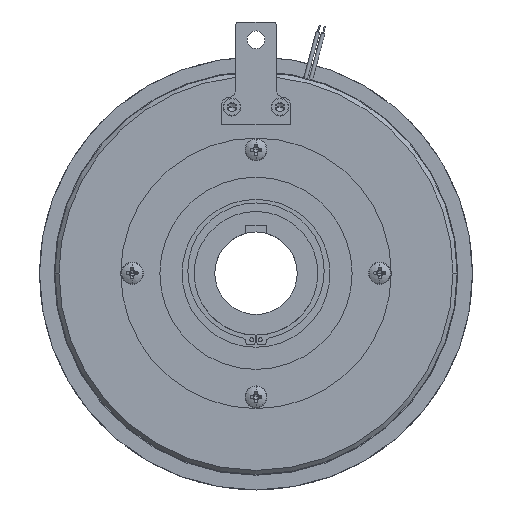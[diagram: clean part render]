
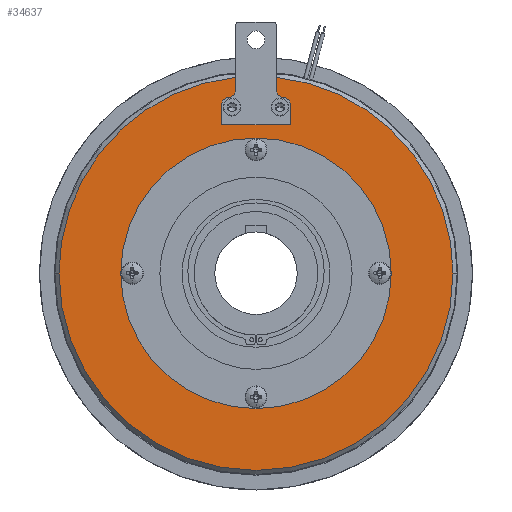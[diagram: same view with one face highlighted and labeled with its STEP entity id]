
A CAD part, top view. The second image highlights one B-rep face of the part: STEP entity #34637.
In plain terms, the highlighted planar face has unit normal (0, 0, 1).
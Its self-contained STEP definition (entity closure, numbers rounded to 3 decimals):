
#5843 = CARTESIAN_POINT ( 'NONE',  ( 15., 142.714, 44. ) ) ;
#5844 = CARTESIAN_POINT ( 'NONE',  ( 143.5, 0., 44. ) ) ;
#5845 = DIRECTION ( 'NONE',  ( 1., 0., 0. ) ) ;
#5846 = DIRECTION ( 'NONE',  ( 0., 0., 1. ) ) ;
#5847 = CARTESIAN_POINT ( 'NONE',  ( 0., 0., 44. ) ) ;
#5848 = AXIS2_PLACEMENT_3D ( 'NONE', #5847, #5846, #5845 ) ;
#5854 = CIRCLE ( 'NONE', #5848, 143.5 ) ;
#5967 = CARTESIAN_POINT ( 'NONE',  ( -15., 142.714, 44. ) ) ;
#5968 = DIRECTION ( 'NONE',  ( 1., 0., 0. ) ) ;
#5969 = DIRECTION ( 'NONE',  ( 0., 0., 1. ) ) ;
#5970 = CARTESIAN_POINT ( 'NONE',  ( 0., 0., 44. ) ) ;
#5971 = AXIS2_PLACEMENT_3D ( 'NONE', #5970, #5969, #5968 ) ;
#5972 = CIRCLE ( 'NONE', #5971, 143.5 ) ;
#5973 = CARTESIAN_POINT ( 'NONE',  ( -143.5, 0., 44. ) ) ;
#6531 = CARTESIAN_POINT ( 'NONE',  ( 98.5, 0., 44. ) ) ;
#6670 = CARTESIAN_POINT ( 'NONE',  ( -98.5, 0., 44. ) ) ;
#6671 = DIRECTION ( 'NONE',  ( 1., 0., 0. ) ) ;
#6672 = DIRECTION ( 'NONE',  ( 0., 0., 1. ) ) ;
#6673 = CARTESIAN_POINT ( 'NONE',  ( 0., 0., 44. ) ) ;
#6674 = AXIS2_PLACEMENT_3D ( 'NONE', #6673, #6672, #6671 ) ;
#6675 = CIRCLE ( 'NONE', #6674, 98.5 ) ;
#10521 = DIRECTION ( 'NONE',  ( 0., 1., 0. ) ) ;
#10522 = VECTOR ( 'NONE', #10521, 1000. ) ;
#13094 = DIRECTION ( 'NONE',  ( 1., 0., 0. ) ) ;
#13096 = DIRECTION ( 'NONE',  ( 0., 0., 1. ) ) ;
#13098 = CARTESIAN_POINT ( 'NONE',  ( 0., 0., 44. ) ) ;
#13100 = AXIS2_PLACEMENT_3D ( 'NONE', #13098, #13096, #13094 ) ;
#13101 = CIRCLE ( 'NONE', #13100, 98.5 ) ;
#15036 = CARTESIAN_POINT ( 'NONE',  ( 15., 133., 44. ) ) ;
#15037 = DIRECTION ( 'NONE',  ( 1., 0., 0. ) ) ;
#15039 = DIRECTION ( 'NONE',  ( 0., 0., 1. ) ) ;
#15040 = CARTESIAN_POINT ( 'NONE',  ( 20., 133., 44. ) ) ;
#15042 = AXIS2_PLACEMENT_3D ( 'NONE', #15040, #15039, #15037 ) ;
#15044 = CIRCLE ( 'NONE', #15042, 5. ) ;
#15050 = CARTESIAN_POINT ( 'NONE',  ( 20., 128., 44. ) ) ;
#15073 = CARTESIAN_POINT ( 'NONE',  ( -15., 133., 44. ) ) ;
#15259 = CARTESIAN_POINT ( 'NONE',  ( 25., 123., 44. ) ) ;
#15294 = CARTESIAN_POINT ( 'NONE',  ( -25., 123., 44. ) ) ;
#15355 = DIRECTION ( 'NONE',  ( 1., 0., 0. ) ) ;
#15357 = DIRECTION ( 'NONE',  ( 0., 0., -1. ) ) ;
#15358 = CARTESIAN_POINT ( 'NONE',  ( 20., 123., 44. ) ) ;
#15360 = AXIS2_PLACEMENT_3D ( 'NONE', #15358, #15357, #15355 ) ;
#15362 = CIRCLE ( 'NONE', #15360, 5. ) ;
#15368 = CARTESIAN_POINT ( 'NONE',  ( -20., 123., 44. ) ) ;
#15370 = AXIS2_PLACEMENT_3D ( 'NONE', #15368, #15507, #15506 ) ;
#15372 = CIRCLE ( 'NONE', #15370, 5. ) ;
#15506 = DIRECTION ( 'NONE',  ( 1., 0., 0. ) ) ;
#15507 = DIRECTION ( 'NONE',  ( 0., 0., -1. ) ) ;
#15527 = CARTESIAN_POINT ( 'NONE',  ( -20., 128., 44. ) ) ;
#15529 = DIRECTION ( 'NONE',  ( 1., 0., 0. ) ) ;
#15531 = DIRECTION ( 'NONE',  ( 0., 0., 1. ) ) ;
#15532 = CARTESIAN_POINT ( 'NONE',  ( -20., 133., 44. ) ) ;
#15534 = AXIS2_PLACEMENT_3D ( 'NONE', #15532, #15531, #15529 ) ;
#15535 = CIRCLE ( 'NONE', #15534, 5. ) ;
#15778 = CARTESIAN_POINT ( 'NONE',  ( 25., 128., 44. ) ) ;
#15780 = LINE ( 'NONE', #15778, #10522 ) ;
#15913 = CARTESIAN_POINT ( 'NONE',  ( 25., 108., 44. ) ) ;
#15925 = CARTESIAN_POINT ( 'NONE',  ( -15., 183., 44. ) ) ;
#15926 = LINE ( 'NONE', #15925, #16050 ) ;
#15931 = DIRECTION ( 'NONE',  ( 0., -1., 0. ) ) ;
#15932 = VECTOR ( 'NONE', #15931, 1000. ) ;
#15934 = CARTESIAN_POINT ( 'NONE',  ( -25., 128., 44. ) ) ;
#15935 = LINE ( 'NONE', #15934, #15932 ) ;
#15991 = CARTESIAN_POINT ( 'NONE',  ( -25., 108., 44. ) ) ;
#15993 = DIRECTION ( 'NONE',  ( 1., 0., 0. ) ) ;
#15994 = VECTOR ( 'NONE', #15993, 1000. ) ;
#15996 = CARTESIAN_POINT ( 'NONE',  ( 25., 108., 44. ) ) ;
#16008 = LINE ( 'NONE', #15996, #15994 ) ;
#16049 = DIRECTION ( 'NONE',  ( 0., -1., 0. ) ) ;
#16050 = VECTOR ( 'NONE', #16049, 1000. ) ;
#16140 = DIRECTION ( 'NONE',  ( 0., 1., 0. ) ) ;
#16141 = VECTOR ( 'NONE', #16140, 1000. ) ;
#16143 = CARTESIAN_POINT ( 'NONE',  ( 15., 183., 44. ) ) ;
#16145 = LINE ( 'NONE', #16143, #16141 ) ;
#18325 = CARTESIAN_POINT ( 'NONE',  ( 0., 0., 44. ) ) ;
#18436 = DIRECTION ( 'NONE',  ( 1., 0., 0. ) ) ;
#18438 = DIRECTION ( 'NONE',  ( 0., 0., 1. ) ) ;
#18439 = AXIS2_PLACEMENT_3D ( 'NONE', #18325, #18438, #18436 ) ;
#18440 = CIRCLE ( 'NONE', #18439, 143.5 ) ;
#18461 = DIRECTION ( 'NONE',  ( 1., 0., 0. ) ) ;
#18463 = DIRECTION ( 'NONE',  ( 0., 0., 1. ) ) ;
#18464 = CARTESIAN_POINT ( 'NONE',  ( 0., 0., 44. ) ) ;
#18465 = AXIS2_PLACEMENT_3D ( 'NONE', #18464, #18463, #18461 ) ;
#18471 = PLANE ( 'NONE',  #18465 ) ;
#18473 = FACE_BOUND ( 'NONE', #34674, .T. ) ;
#18475 = FACE_OUTER_BOUND ( 'NONE', #34638, .T. ) ;
#27233 = EDGE_CURVE ( 'NONE', #27236, #27237, #5854, .T. ) ;
#27236 = VERTEX_POINT ( 'NONE', #5844 ) ;
#27237 = VERTEX_POINT ( 'NONE', #5843 ) ;
#27342 = VERTEX_POINT ( 'NONE', #5973 ) ;
#27346 = EDGE_CURVE ( 'NONE', #27348, #27342, #5972, .T. ) ;
#27348 = VERTEX_POINT ( 'NONE', #5967 ) ;
#27825 = VERTEX_POINT ( 'NONE', #6531 ) ;
#27924 = EDGE_CURVE ( 'NONE', #27825, #27927, #6675, .T. ) ;
#27927 = VERTEX_POINT ( 'NONE', #6670 ) ;
#33120 = EDGE_CURVE ( 'NONE', #27927, #27825, #13101, .T. ) ;
#33729 = VERTEX_POINT ( 'NONE', #15073 ) ;
#33736 = VERTEX_POINT ( 'NONE', #15050 ) ;
#33739 = EDGE_CURVE ( 'NONE', #33741, #33736, #15044, .T. ) ;
#33741 = VERTEX_POINT ( 'NONE', #15036 ) ;
#33775 = VERTEX_POINT ( 'NONE', #15294 ) ;
#33789 = VERTEX_POINT ( 'NONE', #15259 ) ;
#33793 = EDGE_CURVE ( 'NONE', #33736, #33789, #15362, .T. ) ;
#33813 = EDGE_CURVE ( 'NONE', #33775, #33841, #15372, .T. ) ;
#33840 = EDGE_CURVE ( 'NONE', #33841, #33729, #15535, .T. ) ;
#33841 = VERTEX_POINT ( 'NONE', #15527 ) ;
#33904 = EDGE_CURVE ( 'NONE', #33905, #33789, #15780, .T. ) ;
#33905 = VERTEX_POINT ( 'NONE', #15913 ) ;
#33935 = EDGE_CURVE ( 'NONE', #33775, #33957, #15935, .T. ) ;
#33943 = EDGE_CURVE ( 'NONE', #27348, #33729, #15926, .T. ) ;
#33956 = EDGE_CURVE ( 'NONE', #33957, #33905, #16008, .T. ) ;
#33957 = VERTEX_POINT ( 'NONE', #15991 ) ;
#33989 = EDGE_CURVE ( 'NONE', #33741, #27237, #16145, .T. ) ;
#34593 = EDGE_CURVE ( 'NONE', #27342, #27236, #18440, .T. ) ;
#34602 = ORIENTED_EDGE ( 'NONE', *, *, #27924, .F. ) ;
#34614 = ORIENTED_EDGE ( 'NONE', *, *, #33943, .F. ) ;
#34615 = ORIENTED_EDGE ( 'NONE', *, *, #27346, .T. ) ;
#34617 = ORIENTED_EDGE ( 'NONE', *, *, #34593, .T. ) ;
#34618 = ORIENTED_EDGE ( 'NONE', *, *, #27233, .T. ) ;
#34619 = ORIENTED_EDGE ( 'NONE', *, *, #33989, .F. ) ;
#34620 = ORIENTED_EDGE ( 'NONE', *, *, #33739, .T. ) ;
#34621 = ORIENTED_EDGE ( 'NONE', *, *, #33793, .T. ) ;
#34622 = ORIENTED_EDGE ( 'NONE', *, *, #33904, .F. ) ;
#34623 = ORIENTED_EDGE ( 'NONE', *, *, #33956, .F. ) ;
#34637 = ADVANCED_FACE ( 'NONE', ( #18475, #18473 ), #18471, .T. ) ;
#34638 = EDGE_LOOP ( 'NONE', ( #34639, #34614, #34615, #34617, #34618, #34619, #34620, #34621, #34622, #34623, #34672, #34673 ) ) ;
#34639 = ORIENTED_EDGE ( 'NONE', *, *, #33840, .T. ) ;
#34672 = ORIENTED_EDGE ( 'NONE', *, *, #33935, .F. ) ;
#34673 = ORIENTED_EDGE ( 'NONE', *, *, #33813, .T. ) ;
#34674 = EDGE_LOOP ( 'NONE', ( #34677, #34602 ) ) ;
#34677 = ORIENTED_EDGE ( 'NONE', *, *, #33120, .F. ) ;
